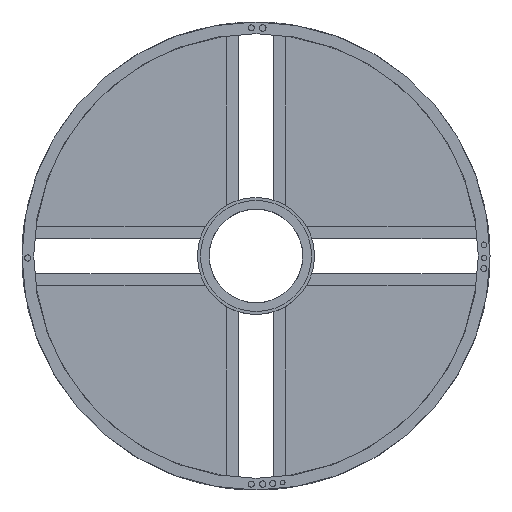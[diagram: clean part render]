
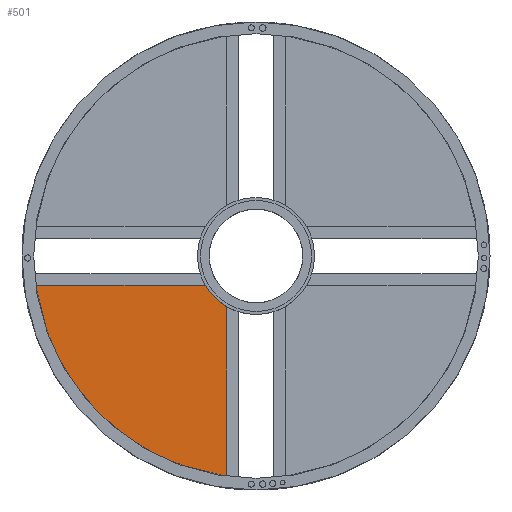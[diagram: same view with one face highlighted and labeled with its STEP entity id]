
A CAD part, top view. The second image highlights one B-rep face of the part: STEP entity #501.
In plain terms, the highlighted planar face has unit normal (0, 0, 1).
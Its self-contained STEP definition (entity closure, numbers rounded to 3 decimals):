
#73 = DIRECTION ( 'NONE',  ( 0., 0., 1. ) ) ;
#85 = DIRECTION ( 'NONE',  ( 0., 0., 1. ) ) ;
#137 = EDGE_CURVE ( 'NONE', #860, #1018, #1554, .T. ) ;
#144 = CIRCLE ( 'NONE', #1290, 10. ) ;
#224 = DIRECTION ( 'NONE',  ( -1., 0., 0. ) ) ;
#346 = EDGE_LOOP ( 'NONE', ( #1709, #1439, #947, #716 ) ) ;
#466 = VERTEX_POINT ( 'NONE', #2659 ) ;
#475 = PLANE ( 'NONE',  #1815 ) ;
#501 = ADVANCED_FACE ( 'NONE', ( #2372 ), #475, .T. ) ;
#596 = CARTESIAN_POINT ( 'NONE',  ( -37.67, -5., 5. ) ) ;
#682 = CARTESIAN_POINT ( 'NONE',  ( 0., 0., 5. ) ) ;
#716 = ORIENTED_EDGE ( 'NONE', *, *, #137, .T. ) ;
#752 = CARTESIAN_POINT ( 'NONE',  ( -8.66, -5., 5. ) ) ;
#817 = AXIS2_PLACEMENT_3D ( 'NONE', #2022, #85, #2239 ) ;
#860 = VERTEX_POINT ( 'NONE', #596 ) ;
#947 = ORIENTED_EDGE ( 'NONE', *, *, #2382, .T. ) ;
#1018 = VERTEX_POINT ( 'NONE', #1532 ) ;
#1141 = LINE ( 'NONE', #1496, #1829 ) ;
#1229 = VECTOR ( 'NONE', #1905, 1000. ) ;
#1246 = CARTESIAN_POINT ( 'NONE',  ( -5., -40., 5. ) ) ;
#1290 = AXIS2_PLACEMENT_3D ( 'NONE', #682, #2188, #2398 ) ;
#1439 = ORIENTED_EDGE ( 'NONE', *, *, #1935, .F. ) ;
#1496 = CARTESIAN_POINT ( 'NONE',  ( 40., -5., 5. ) ) ;
#1521 = CARTESIAN_POINT ( 'NONE',  ( 0., 0., 5. ) ) ;
#1532 = CARTESIAN_POINT ( 'NONE',  ( -5., -37.67, 5. ) ) ;
#1554 = CIRCLE ( 'NONE', #817, 38. ) ;
#1709 = ORIENTED_EDGE ( 'NONE', *, *, #2242, .T. ) ;
#1811 = DIRECTION ( 'NONE',  ( 1., 0., 0. ) ) ;
#1815 = AXIS2_PLACEMENT_3D ( 'NONE', #1521, #73, #1811 ) ;
#1829 = VECTOR ( 'NONE', #224, 1000. ) ;
#1905 = DIRECTION ( 'NONE',  ( 0., 1., 0. ) ) ;
#1935 = EDGE_CURVE ( 'NONE', #2125, #466, #144, .T. ) ;
#2022 = CARTESIAN_POINT ( 'NONE',  ( 0., 0., 5. ) ) ;
#2125 = VERTEX_POINT ( 'NONE', #752 ) ;
#2188 = DIRECTION ( 'NONE',  ( 0., 0., 1. ) ) ;
#2239 = DIRECTION ( 'NONE',  ( 1., 0., 0. ) ) ;
#2242 = EDGE_CURVE ( 'NONE', #1018, #466, #2651, .T. ) ;
#2372 = FACE_OUTER_BOUND ( 'NONE', #346, .T. ) ;
#2382 = EDGE_CURVE ( 'NONE', #2125, #860, #1141, .T. ) ;
#2398 = DIRECTION ( 'NONE',  ( 1., 0., 0. ) ) ;
#2651 = LINE ( 'NONE', #1246, #1229 ) ;
#2659 = CARTESIAN_POINT ( 'NONE',  ( -5., -8.66, 5. ) ) ;
